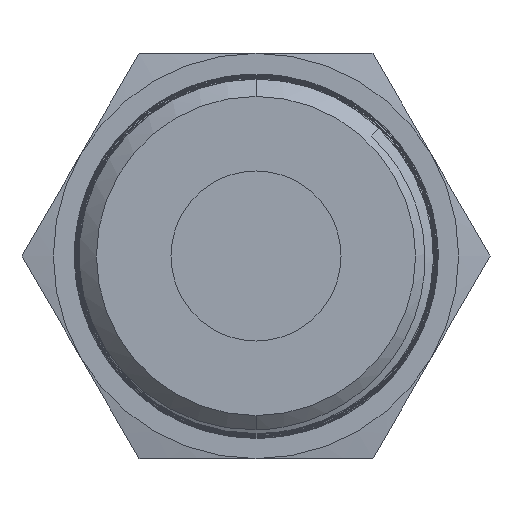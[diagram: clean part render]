
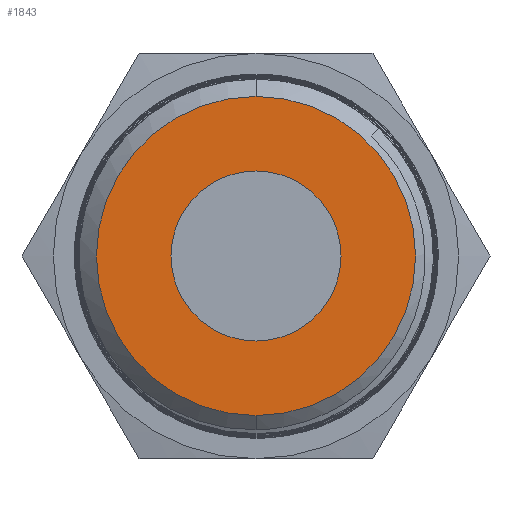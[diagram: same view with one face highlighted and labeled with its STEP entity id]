
A CAD part, front view. The second image highlights one B-rep face of the part: STEP entity #1843.
In plain terms, the highlighted planar face has unit normal (0, -1, 0).
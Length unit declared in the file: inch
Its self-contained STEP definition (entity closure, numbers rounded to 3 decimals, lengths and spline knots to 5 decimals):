
#121 = AXIS2_PLACEMENT_3D ( 'NONE', #422, #400, #1644 ) ;
#233 = ORIENTED_EDGE ( 'NONE', *, *, #3295, .F. ) ;
#332 = AXIS2_PLACEMENT_3D ( 'NONE', #1416, #3324, #2714 ) ;
#364 = DIRECTION ( 'NONE',  ( 0., 0., -1. ) ) ;
#384 = FACE_BOUND ( 'NONE', #735, .T. ) ;
#400 = DIRECTION ( 'NONE',  ( 0., -1., 0. ) ) ;
#422 = CARTESIAN_POINT ( 'NONE',  ( 0., -0.35433, 0. ) ) ;
#453 = CIRCLE ( 'NONE', #1177, 0.157 ) ;
#529 = CARTESIAN_POINT ( 'NONE',  ( 0., -0.35433, -0.29456 ) ) ;
#659 = VERTEX_POINT ( 'NONE', #731 ) ;
#661 = CARTESIAN_POINT ( 'NONE',  ( 0., -0.35433, 0. ) ) ;
#694 = DIRECTION ( 'NONE',  ( 0., -1., 0. ) ) ;
#727 = ORIENTED_EDGE ( 'NONE', *, *, #3594, .T. ) ;
#731 = CARTESIAN_POINT ( 'NONE',  ( 0., -0.35433, 0.29456 ) ) ;
#735 = EDGE_LOOP ( 'NONE', ( #1060, #233 ) ) ;
#975 = DIRECTION ( 'NONE',  ( 0., -1., 0. ) ) ;
#1060 = ORIENTED_EDGE ( 'NONE', *, *, #3160, .F. ) ;
#1074 = ORIENTED_EDGE ( 'NONE', *, *, #2646, .T. ) ;
#1177 = AXIS2_PLACEMENT_3D ( 'NONE', #661, #2521, #3760 ) ;
#1304 = PLANE ( 'NONE',  #2478 ) ;
#1371 = DIRECTION ( 'NONE',  ( 0., 0., -1. ) ) ;
#1416 = CARTESIAN_POINT ( 'NONE',  ( 0., -0.35433, 0. ) ) ;
#1644 = DIRECTION ( 'NONE',  ( 0., 0., -1. ) ) ;
#1836 = CARTESIAN_POINT ( 'NONE',  ( 0., -0.35433, -0.157 ) ) ;
#1843 = ADVANCED_FACE ( 'NONE', ( #2861, #384 ), #1304, .T. ) ;
#2266 = VERTEX_POINT ( 'NONE', #1836 ) ;
#2478 = AXIS2_PLACEMENT_3D ( 'NONE', #2881, #975, #364 ) ;
#2521 = DIRECTION ( 'NONE',  ( 0., -1., 0. ) ) ;
#2619 = EDGE_LOOP ( 'NONE', ( #1074, #727 ) ) ;
#2622 = CIRCLE ( 'NONE', #3273, 0.29456 ) ;
#2646 = EDGE_CURVE ( 'NONE', #659, #2684, #3330, .T. ) ;
#2684 = VERTEX_POINT ( 'NONE', #529 ) ;
#2690 = CIRCLE ( 'NONE', #332, 0.157 ) ;
#2714 = DIRECTION ( 'NONE',  ( 0., 0., -1. ) ) ;
#2861 = FACE_OUTER_BOUND ( 'NONE', #2619, .T. ) ;
#2881 = CARTESIAN_POINT ( 'NONE',  ( 0., -0.35433, 0. ) ) ;
#3160 = EDGE_CURVE ( 'NONE', #2266, #3279, #453, .T. ) ;
#3240 = CARTESIAN_POINT ( 'NONE',  ( 0., -0.35433, 0. ) ) ;
#3273 = AXIS2_PLACEMENT_3D ( 'NONE', #3240, #694, #1371 ) ;
#3279 = VERTEX_POINT ( 'NONE', #3650 ) ;
#3295 = EDGE_CURVE ( 'NONE', #3279, #2266, #2690, .T. ) ;
#3324 = DIRECTION ( 'NONE',  ( 0., -1., 0. ) ) ;
#3330 = CIRCLE ( 'NONE', #121, 0.29456 ) ;
#3594 = EDGE_CURVE ( 'NONE', #2684, #659, #2622, .T. ) ;
#3650 = CARTESIAN_POINT ( 'NONE',  ( 0., -0.35433, 0.157 ) ) ;
#3760 = DIRECTION ( 'NONE',  ( 0., 0., -1. ) ) ;
